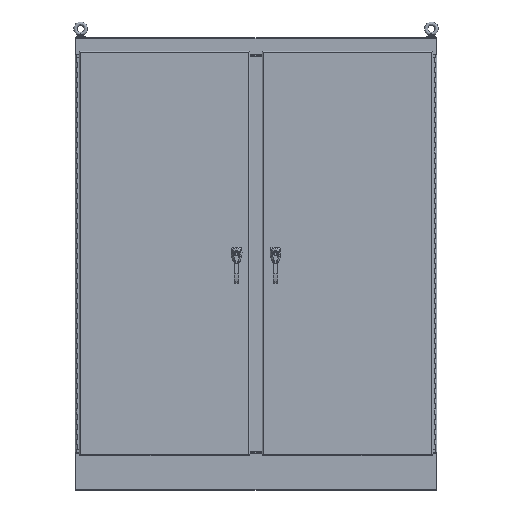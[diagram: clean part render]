
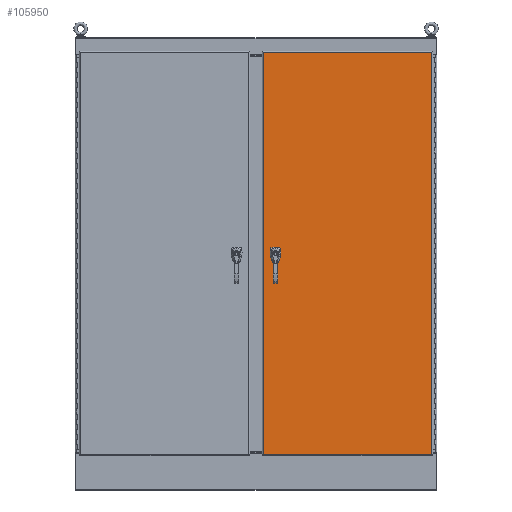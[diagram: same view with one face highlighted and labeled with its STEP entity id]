
A CAD part, front view. The second image highlights one B-rep face of the part: STEP entity #105950.
In plain terms, the highlighted planar face has unit normal (0, -1, 0).
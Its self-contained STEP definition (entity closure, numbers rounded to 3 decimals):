
#1058 = CARTESIAN_POINT ( 'NONE',  ( 35.028, -25.78, 2.404 ) ) ;
#1170 = FACE_BOUND ( 'NONE', #105844, .T. ) ;
#1403 = CARTESIAN_POINT ( 'NONE',  ( 3.875, -25.78, 0.671 ) ) ;
#2272 = AXIS2_PLACEMENT_3D ( 'NONE', #89850, #12068, #46727 ) ;
#3015 = EDGE_CURVE ( 'NONE', #77110, #25943, #20263, .T. ) ;
#3250 = VERTEX_POINT ( 'NONE', #52570 ) ;
#4671 = VERTEX_POINT ( 'NONE', #47961 ) ;
#5704 = ORIENTED_EDGE ( 'NONE', *, *, #20904, .T. ) ;
#6027 = CARTESIAN_POINT ( 'NONE',  ( 3.48, -25.78, 42.185 ) ) ;
#6371 = DIRECTION ( 'NONE',  ( 0., 0., 1. ) ) ;
#6597 = CARTESIAN_POINT ( 'NONE',  ( 4.271, -25.78, 42.185 ) ) ;
#6997 = AXIS2_PLACEMENT_3D ( 'NONE', #90388, #108533, #80770 ) ;
#7145 = CARTESIAN_POINT ( 'NONE',  ( 4.073, -25.78, 1.614 ) ) ;
#9363 = ORIENTED_EDGE ( 'NONE', *, *, #15458, .T. ) ;
#9621 = CARTESIAN_POINT ( 'NONE',  ( 3.677, -25.78, 1.614 ) ) ;
#10139 = DIRECTION ( 'NONE',  ( 1., 0., 0. ) ) ;
#10256 = FACE_BOUND ( 'NONE', #92874, .T. ) ;
#10702 = ORIENTED_EDGE ( 'NONE', *, *, #88273, .T. ) ;
#10813 = CARTESIAN_POINT ( 'NONE',  ( 35.028, -25.78, 42.185 ) ) ;
#11293 = CARTESIAN_POINT ( 'NONE',  ( 1.408, -25.78, -37.967 ) ) ;
#12068 = DIRECTION ( 'NONE',  ( 0., 1., 0. ) ) ;
#13097 = VECTOR ( 'NONE', #40675, 39.37 ) ;
#14322 = EDGE_CURVE ( 'NONE', #4671, #80994, #85971, .T. ) ;
#15458 = EDGE_CURVE ( 'NONE', #81803, #76539, #36074, .T. ) ;
#17707 = VECTOR ( 'NONE', #83328, 39.37 ) ;
#20263 = CIRCLE ( 'NONE', #101736, 0.443 ) ;
#20304 = DIRECTION ( 'NONE',  ( 0., 0., -1. ) ) ;
#20904 = EDGE_CURVE ( 'NONE', #109832, #109832, #31520, .T. ) ;
#21418 = DIRECTION ( 'NONE',  ( 0., 1., 0. ) ) ;
#22182 = EDGE_CURVE ( 'NONE', #58042, #25817, #56542, .T. ) ;
#25817 = VERTEX_POINT ( 'NONE', #46982 ) ;
#25820 = CARTESIAN_POINT ( 'NONE',  ( 35.028, -25.78, -37.967 ) ) ;
#25943 = VERTEX_POINT ( 'NONE', #7145 ) ;
#27314 = PLANE ( 'NONE',  #39808 ) ;
#28125 = DIRECTION ( 'NONE',  ( 0., 1., 0. ) ) ;
#28996 = CARTESIAN_POINT ( 'NONE',  ( 3.677, -25.78, 2.405 ) ) ;
#29382 = CARTESIAN_POINT ( 'NONE',  ( 3.875, -25.78, 2.009 ) ) ;
#30046 = LINE ( 'NONE', #100371, #17707 ) ;
#30884 = VERTEX_POINT ( 'NONE', #52477 ) ;
#31520 = CIRCLE ( 'NONE', #60545, 0.167 ) ;
#33807 = CARTESIAN_POINT ( 'NONE',  ( 35.028, -25.78, -37.967 ) ) ;
#34445 = CARTESIAN_POINT ( 'NONE',  ( 4.073, -25.78, 2.405 ) ) ;
#35832 = FACE_OUTER_BOUND ( 'NONE', #74048, .T. ) ;
#36074 = LINE ( 'NONE', #33807, #50757 ) ;
#39808 = AXIS2_PLACEMENT_3D ( 'NONE', #10813, #70470, #63074 ) ;
#40065 = VERTEX_POINT ( 'NONE', #9621 ) ;
#40675 = DIRECTION ( 'NONE',  ( 0., 0., 1. ) ) ;
#40821 = ORIENTED_EDGE ( 'NONE', *, *, #88018, .T. ) ;
#44016 = CIRCLE ( 'NONE', #2272, 0.443 ) ;
#45537 = CARTESIAN_POINT ( 'NONE',  ( 4.271, -25.78, 1.811 ) ) ;
#45915 = LINE ( 'NONE', #1058, #91909 ) ;
#46502 = ORIENTED_EDGE ( 'NONE', *, *, #22182, .T. ) ;
#46727 = DIRECTION ( 'NONE',  ( 0., 0., -1. ) ) ;
#46982 = CARTESIAN_POINT ( 'NONE',  ( 4.271, -25.78, 2.207 ) ) ;
#47374 = VERTEX_POINT ( 'NONE', #28996 ) ;
#47961 = CARTESIAN_POINT ( 'NONE',  ( 35.028, -25.78, 42.185 ) ) ;
#48097 = EDGE_CURVE ( 'NONE', #25817, #77110, #66811, .T. ) ;
#49216 = AXIS2_PLACEMENT_3D ( 'NONE', #78760, #71966, #105427 ) ;
#50757 = VECTOR ( 'NONE', #95105, 39.37 ) ;
#52477 = CARTESIAN_POINT ( 'NONE',  ( 3.48, -25.78, 2.207 ) ) ;
#52570 = CARTESIAN_POINT ( 'NONE',  ( 3.48, -25.78, 1.811 ) ) ;
#56542 = CIRCLE ( 'NONE', #49216, 0.443 ) ;
#58042 = VERTEX_POINT ( 'NONE', #34445 ) ;
#59908 = CARTESIAN_POINT ( 'NONE',  ( 35.028, -25.78, 42.185 ) ) ;
#60545 = AXIS2_PLACEMENT_3D ( 'NONE', #1403, #28125, #106947 ) ;
#61042 = DIRECTION ( 'NONE',  ( -1., 0., 0. ) ) ;
#63074 = DIRECTION ( 'NONE',  ( 0., 0., 1. ) ) ;
#63515 = ORIENTED_EDGE ( 'NONE', *, *, #48097, .T. ) ;
#66811 = LINE ( 'NONE', #6597, #97018 ) ;
#68670 = ORIENTED_EDGE ( 'NONE', *, *, #70106, .T. ) ;
#68807 = CARTESIAN_POINT ( 'NONE',  ( 1.408, -25.78, 42.185 ) ) ;
#70106 = EDGE_CURVE ( 'NONE', #40065, #3250, #99416, .T. ) ;
#70154 = ORIENTED_EDGE ( 'NONE', *, *, #3015, .T. ) ;
#70470 = DIRECTION ( 'NONE',  ( 0., -1., 0. ) ) ;
#71966 = DIRECTION ( 'NONE',  ( 0., 1., 0. ) ) ;
#72444 = ORIENTED_EDGE ( 'NONE', *, *, #14322, .T. ) ;
#73986 = CARTESIAN_POINT ( 'NONE',  ( 35.028, -25.78, 42.185 ) ) ;
#74048 = EDGE_LOOP ( 'NONE', ( #110958, #9363, #107949, #72444 ) ) ;
#75901 = ORIENTED_EDGE ( 'NONE', *, *, #80110, .T. ) ;
#76539 = VERTEX_POINT ( 'NONE', #25820 ) ;
#76919 = EDGE_CURVE ( 'NONE', #76539, #4671, #84136, .T. ) ;
#77110 = VERTEX_POINT ( 'NONE', #45537 ) ;
#77545 = DIRECTION ( 'NONE',  ( 0., 0., -1. ) ) ;
#78760 = CARTESIAN_POINT ( 'NONE',  ( 3.875, -25.78, 2.009 ) ) ;
#79056 = VECTOR ( 'NONE', #61042, 39.37 ) ;
#80110 = EDGE_CURVE ( 'NONE', #47374, #58042, #45915, .T. ) ;
#80725 = VECTOR ( 'NONE', #89928, 39.37 ) ;
#80770 = DIRECTION ( 'NONE',  ( 0., 0., -1. ) ) ;
#80860 = CARTESIAN_POINT ( 'NONE',  ( 35.028, -25.78, 1.613 ) ) ;
#80994 = VERTEX_POINT ( 'NONE', #68807 ) ;
#81803 = VERTEX_POINT ( 'NONE', #11293 ) ;
#82860 = ORIENTED_EDGE ( 'NONE', *, *, #91728, .T. ) ;
#83328 = DIRECTION ( 'NONE',  ( 0., 0., -1. ) ) ;
#83802 = LINE ( 'NONE', #6027, #13097 ) ;
#84136 = LINE ( 'NONE', #73986, #95250 ) ;
#85971 = LINE ( 'NONE', #59908, #79056 ) ;
#88018 = EDGE_CURVE ( 'NONE', #3250, #30884, #83802, .T. ) ;
#88273 = EDGE_CURVE ( 'NONE', #30884, #47374, #44016, .T. ) ;
#89850 = CARTESIAN_POINT ( 'NONE',  ( 3.875, -25.78, 2.009 ) ) ;
#89928 = DIRECTION ( 'NONE',  ( -1., 0., 0. ) ) ;
#90388 = CARTESIAN_POINT ( 'NONE',  ( 3.875, -25.78, 2.009 ) ) ;
#91728 = EDGE_CURVE ( 'NONE', #25943, #40065, #108065, .T. ) ;
#91909 = VECTOR ( 'NONE', #10139, 39.37 ) ;
#92874 = EDGE_LOOP ( 'NONE', ( #5704 ) ) ;
#93381 = CARTESIAN_POINT ( 'NONE',  ( 3.875, -25.78, 0.504 ) ) ;
#95105 = DIRECTION ( 'NONE',  ( 1., 0., 0. ) ) ;
#95250 = VECTOR ( 'NONE', #6371, 39.37 ) ;
#97018 = VECTOR ( 'NONE', #77545, 39.37 ) ;
#99416 = CIRCLE ( 'NONE', #6997, 0.443 ) ;
#100371 = CARTESIAN_POINT ( 'NONE',  ( 1.408, -25.78, 42.185 ) ) ;
#101736 = AXIS2_PLACEMENT_3D ( 'NONE', #29382, #21418, #20304 ) ;
#101943 = EDGE_CURVE ( 'NONE', #80994, #81803, #30046, .T. ) ;
#105427 = DIRECTION ( 'NONE',  ( 0., 0., -1. ) ) ;
#105844 = EDGE_LOOP ( 'NONE', ( #63515, #70154, #82860, #68670, #40821, #10702, #75901, #46502 ) ) ;
#105950 = ADVANCED_FACE ( 'NONE', ( #1170, #35832, #10256 ), #27314, .T. ) ;
#106947 = DIRECTION ( 'NONE',  ( 0., 0., -1. ) ) ;
#107949 = ORIENTED_EDGE ( 'NONE', *, *, #76919, .T. ) ;
#108065 = LINE ( 'NONE', #80860, #80725 ) ;
#108533 = DIRECTION ( 'NONE',  ( 0., 1., 0. ) ) ;
#109832 = VERTEX_POINT ( 'NONE', #93381 ) ;
#110958 = ORIENTED_EDGE ( 'NONE', *, *, #101943, .T. ) ;
